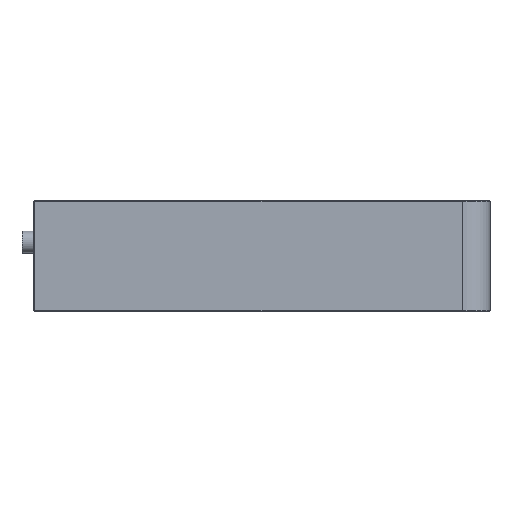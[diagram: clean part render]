
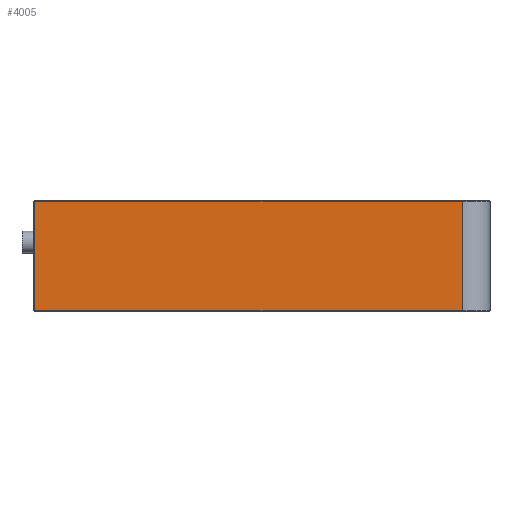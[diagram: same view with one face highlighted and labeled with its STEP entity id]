
A CAD part, left-side view. The second image highlights one B-rep face of the part: STEP entity #4005.
In plain terms, the highlighted planar face has unit normal (-1, 0, 0).
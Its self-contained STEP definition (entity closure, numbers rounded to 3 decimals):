
#82=PLANE('',#4616);
#263=LINE('',#9428,#465);
#266=LINE('',#9460,#468);
#267=LINE('',#9462,#469);
#269=LINE('',#9465,#471);
#465=VECTOR('',#5829,10.);
#468=VECTOR('',#5880,10.);
#469=VECTOR('',#5883,10.);
#471=VECTOR('',#5887,10.);
#1266=FACE_OUTER_BOUND('',#1534,.T.);
#1534=EDGE_LOOP('',(#3740,#3741,#3742,#3743));
#1933=VERTEX_POINT('',#9421);
#1934=VERTEX_POINT('',#9426);
#1936=VERTEX_POINT('',#9441);
#1939=VERTEX_POINT('',#9456);
#2504=EDGE_CURVE('',#1934,#1933,#263,.T.);
#2521=EDGE_CURVE('',#1936,#1939,#266,.T.);
#2522=EDGE_CURVE('',#1933,#1936,#267,.T.);
#2524=EDGE_CURVE('',#1939,#1934,#269,.T.);
#3740=ORIENTED_EDGE('',*,*,#2504,.F.);
#3741=ORIENTED_EDGE('',*,*,#2524,.F.);
#3742=ORIENTED_EDGE('',*,*,#2521,.F.);
#3743=ORIENTED_EDGE('',*,*,#2522,.F.);
#4005=ADVANCED_FACE('',(#1266),#82,.T.);
#4616=AXIS2_PLACEMENT_3D('',#9525,#5975,#5976);
#5829=DIRECTION('',(0.,1.,0.));
#5880=DIRECTION('',(0.,-1.,0.));
#5883=DIRECTION('',(0.,0.,1.));
#5887=DIRECTION('',(0.,0.,-1.));
#5975=DIRECTION('center_axis',(-1.,0.,0.));
#5976=DIRECTION('ref_axis',(0.,1.,0.));
#9421=CARTESIAN_POINT('',(-15.093,14.843,-39.75));
#9426=CARTESIAN_POINT('',(-15.093,-139.907,-39.75));
#9428=CARTESIAN_POINT('',(-15.093,-103.681,-39.75));
#9441=CARTESIAN_POINT('',(-15.093,14.843,-0.25));
#9456=CARTESIAN_POINT('',(-15.093,-139.907,-0.25));
#9460=CARTESIAN_POINT('',(-15.093,-95.402,-0.25));
#9462=CARTESIAN_POINT('',(-15.093,14.843,0.));
#9465=CARTESIAN_POINT('',(-15.093,-139.907,0.));
#9525=CARTESIAN_POINT('Origin',(-15.093,-139.907,0.));
